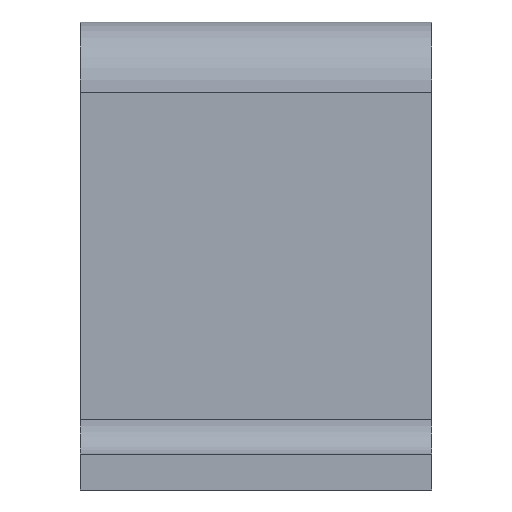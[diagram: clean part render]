
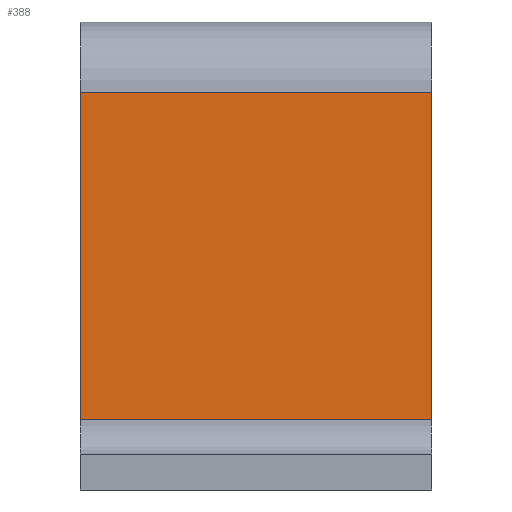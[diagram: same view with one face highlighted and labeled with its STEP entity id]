
A CAD part, left-side view. The second image highlights one B-rep face of the part: STEP entity #388.
In plain terms, the highlighted planar face has unit normal (-1, 0, 0).
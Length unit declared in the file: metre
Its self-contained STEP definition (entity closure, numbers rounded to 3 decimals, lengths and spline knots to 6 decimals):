
#77=ORIENTED_EDGE('',*,*,#160,.T.);
#78=ORIENTED_EDGE('',*,*,#165,.F.);
#79=ORIENTED_EDGE('',*,*,#156,.F.);
#80=ORIENTED_EDGE('',*,*,#166,.T.);
#156=EDGE_CURVE('',#201,#203,#234,.T.);
#160=EDGE_CURVE('',#207,#205,#238,.T.);
#165=EDGE_CURVE('',#203,#205,#243,.T.);
#166=EDGE_CURVE('',#201,#207,#244,.F.);
#201=VERTEX_POINT('',#605);
#203=VERTEX_POINT('',#608);
#205=VERTEX_POINT('',#614);
#207=VERTEX_POINT('',#617);
#234=LINE('',#607,#270);
#238=LINE('',#616,#274);
#243=LINE('',#625,#279);
#244=LINE('',#626,#280);
#270=VECTOR('',#489,1.);
#274=VECTOR('',#495,1.);
#279=VECTOR('',#504,1.);
#280=VECTOR('',#505,1.);
#305=EDGE_LOOP('',(#77,#78,#79,#80));
#339=FACE_BOUND('',#305,.T.);
#369=PLANE('',#428);
#388=ADVANCED_FACE('',(#339),#369,.F.);
#428=AXIS2_PLACEMENT_3D('',#624,#502,#503);
#489=DIRECTION('',(0.,0.,1.));
#495=DIRECTION('',(0.,0.,1.));
#502=DIRECTION('',(1.,0.,0.));
#503=DIRECTION('',(0.,0.,-1.));
#504=DIRECTION('',(0.,-1.,0.));
#505=DIRECTION('',(0.,1.,0.));
#605=CARTESIAN_POINT('',(0.057,0.,0.003));
#607=CARTESIAN_POINT('',(0.057,0.,0.043999));
#608=CARTESIAN_POINT('',(0.057,0.,0.031));
#614=CARTESIAN_POINT('',(0.057,-0.03,0.031));
#616=CARTESIAN_POINT('',(0.057,-0.03,0.043999));
#617=CARTESIAN_POINT('',(0.057,-0.03,0.003));
#624=CARTESIAN_POINT('',(0.057,0.,0.043999));
#625=CARTESIAN_POINT('',(0.057,0.,0.031));
#626=CARTESIAN_POINT('',(0.057,0.,0.003));
